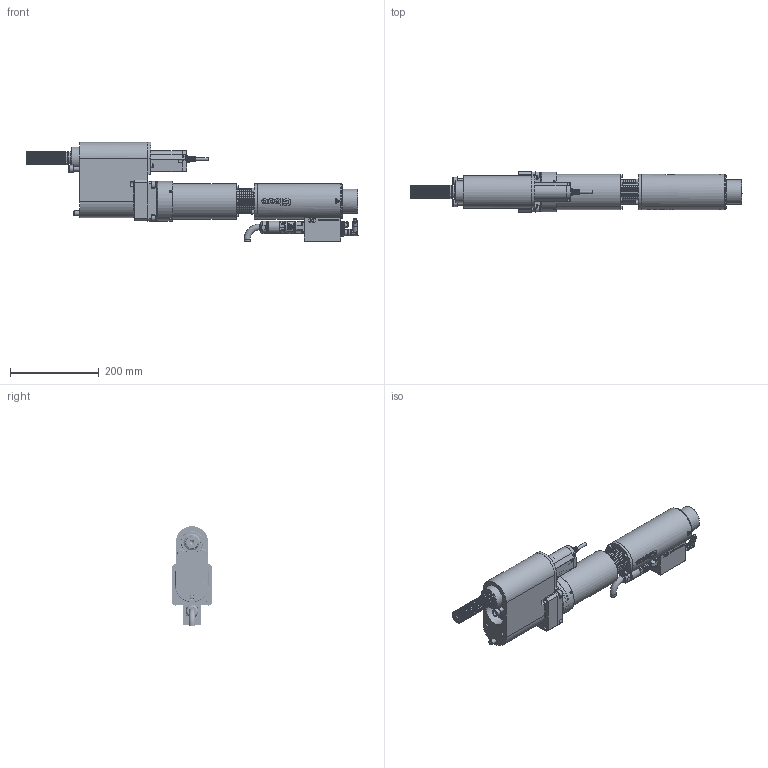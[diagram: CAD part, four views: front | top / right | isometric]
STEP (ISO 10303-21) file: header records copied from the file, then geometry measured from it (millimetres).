
FILE_DESCRIPTION(/* description */ (''),/* implementation_level */ '2;1');
FILE_NAME(/* name */ '4BD660T1O-A_IAM_001.iam.step',/* time_stamp */ '2021-08-10T08:56:38+02:00',/* author */ ('cideon'),/* organization */ (''),/* preprocessor_version */ 'ST-DEVELOPER v17.2',/* originating_system */ 'Autodesk Inventor 2019',/* authorisation */ '');
FILE_SCHEMA (('AUTOMOTIVE_DESIGN { 1 0 10303 214 3 1 1 }'));
Products named in the file (1): Bauteil10
Bounding box: 749.85 x 92.51 x 225.48 mm (x, y, z)
Volume: 3321496.3 mm3; surface area: 554255.7 mm2
Topology: 1 solids, 1 shells, 4946 faces, 14071 edges, 9258 vertices
Faces by surface type: plane 2989, cylinder 1098, cone 375, bspline 313, torus 153, sphere 18
Full cylindrical faces by diameter (mm): 0.434 x2, 0.6 x16, 0.9 x8, 1.4 x2, 1.6 x2, 1.83 x2, 2.5 x4, 3 x6, 3.3 x2, 3.5 x1, 4.2 x1, 4.8 x2, 5 x3, 5.1 x1, 5.3 x2, 5.5 x4, 5.9 x1, 6 x8, 6.3 x1, 6.8 x1, 7 x8, 7.3 x2, 8.5 x8, 9 x2, 10 x10, 10.5 x2, 10.9 x2, 11.4 x1, 11.426 x1, 11.59 x1
Entity records: 213536 total; most frequent: CARTESIAN_POINT 83982, ORIENTED_EDGE 28106, DIRECTION 25321, EDGE_CURVE 14053, VERTEX_POINT 9258, AXIS2_PLACEMENT_3D 8981, LINE 7359, VECTOR 7359
